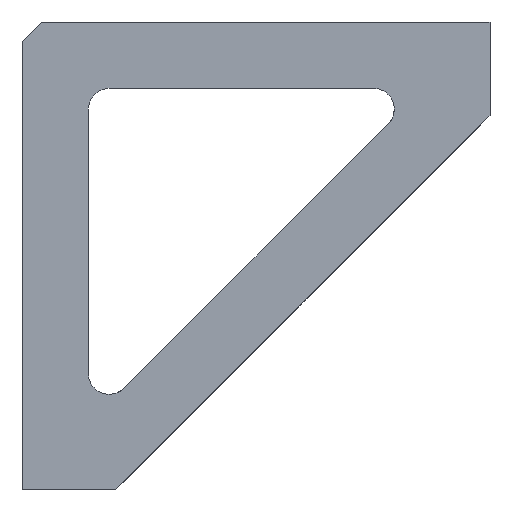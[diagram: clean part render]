
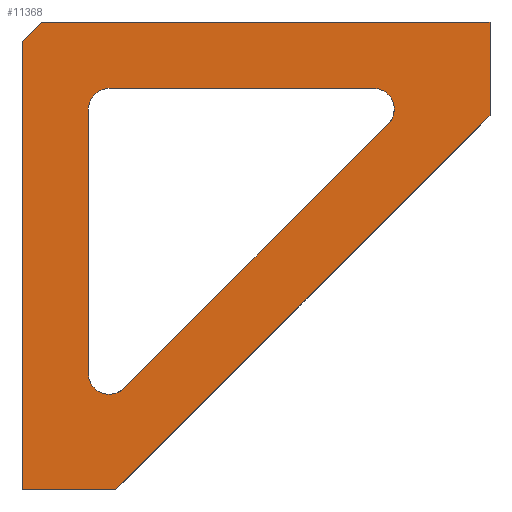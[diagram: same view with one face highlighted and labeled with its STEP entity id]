
A CAD part, front view. The second image highlights one B-rep face of the part: STEP entity #11368.
In plain terms, the highlighted planar face has unit normal (0, -1, 0).
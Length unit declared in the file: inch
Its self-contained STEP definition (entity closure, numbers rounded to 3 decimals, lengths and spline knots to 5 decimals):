
#432 = CARTESIAN_POINT ( 'NONE',  ( 0.2, 0., -1.05911 ) ) ;
#529 = VECTOR ( 'NONE', #7321, 39.37008 ) ;
#684 = EDGE_CURVE ( 'NONE', #2752, #12090, #2334, .T. ) ;
#769 = EDGE_CURVE ( 'NONE', #12631, #2540, #11146, .T. ) ;
#1049 = CARTESIAN_POINT ( 'NONE',  ( 1.05911, 0., -0.2 ) ) ;
#1295 = DIRECTION ( 'NONE',  ( 0., 0., 1. ) ) ;
#1441 = DIRECTION ( 'NONE',  ( 0., 1., 0. ) ) ;
#1846 = ORIENTED_EDGE ( 'NONE', *, *, #4332, .T. ) ;
#2334 = LINE ( 'NONE', #5724, #4286 ) ;
#2472 = DIRECTION ( 'NONE',  ( 0., 0., 1. ) ) ;
#2490 = ORIENTED_EDGE ( 'NONE', *, *, #2608, .F. ) ;
#2540 = VERTEX_POINT ( 'NONE', #432 ) ;
#2608 = EDGE_CURVE ( 'NONE', #13113, #9349, #11803, .T. ) ;
#2752 = VERTEX_POINT ( 'NONE', #10048 ) ;
#2796 = LINE ( 'NONE', #9063, #11078 ) ;
#2800 = CARTESIAN_POINT ( 'NONE',  ( 1.41, 0., -0.28284 ) ) ;
#2864 = CARTESIAN_POINT ( 'NONE',  ( 0., 0., -1.41 ) ) ;
#3119 = LINE ( 'NONE', #13722, #5798 ) ;
#3128 = VERTEX_POINT ( 'NONE', #3837 ) ;
#3149 = VERTEX_POINT ( 'NONE', #2800 ) ;
#3296 = VECTOR ( 'NONE', #8408, 39.37008 ) ;
#3765 = FACE_OUTER_BOUND ( 'NONE', #7469, .T. ) ;
#3837 = CARTESIAN_POINT ( 'NONE',  ( 0., 0., -0.06 ) ) ;
#3937 = FACE_BOUND ( 'NONE', #10674, .T. ) ;
#4286 = VECTOR ( 'NONE', #13620, 39.37008 ) ;
#4332 = EDGE_CURVE ( 'NONE', #7543, #9545, #9624, .T. ) ;
#4442 = AXIS2_PLACEMENT_3D ( 'NONE', #8330, #1441, #2472 ) ;
#4572 = CARTESIAN_POINT ( 'NONE',  ( 1.05911, 0., -0.2625 ) ) ;
#5312 = EDGE_CURVE ( 'NONE', #9349, #3149, #2796, .T. ) ;
#5468 = VECTOR ( 'NONE', #8393, 39.37008 ) ;
#5536 = DIRECTION ( 'NONE',  ( 0., 0., 1. ) ) ;
#5724 = CARTESIAN_POINT ( 'NONE',  ( 0.28284, 0., -1.41 ) ) ;
#5760 = CARTESIAN_POINT ( 'NONE',  ( 0., 0., -1.41 ) ) ;
#5798 = VECTOR ( 'NONE', #5536, 39.37008 ) ;
#5964 = ORIENTED_EDGE ( 'NONE', *, *, #12876, .F. ) ;
#6077 = VECTOR ( 'NONE', #13063, 39.37008 ) ;
#6301 = EDGE_CURVE ( 'NONE', #9848, #7192, #11244, .T. ) ;
#6365 = EDGE_CURVE ( 'NONE', #7192, #12631, #11066, .T. ) ;
#6385 = CARTESIAN_POINT ( 'NONE',  ( 0.30669, 0., -1.10331 ) ) ;
#6783 = DIRECTION ( 'NONE',  ( 0., 0., 1. ) ) ;
#7077 = CARTESIAN_POINT ( 'NONE',  ( 0.06, 0., 0. ) ) ;
#7192 = VERTEX_POINT ( 'NONE', #12533 ) ;
#7321 = DIRECTION ( 'NONE',  ( 1., 0., 0. ) ) ;
#7358 = AXIS2_PLACEMENT_3D ( 'NONE', #8136, #11667, #1295 ) ;
#7469 = EDGE_LOOP ( 'NONE', ( #11145, #5964, #11255, #7499, #14889, #2490 ) ) ;
#7499 = ORIENTED_EDGE ( 'NONE', *, *, #7615, .F. ) ;
#7525 = CARTESIAN_POINT ( 'NONE',  ( 0., 0., 0. ) ) ;
#7543 = VERTEX_POINT ( 'NONE', #14356 ) ;
#7615 = EDGE_CURVE ( 'NONE', #3149, #2752, #9232, .T. ) ;
#7623 = ORIENTED_EDGE ( 'NONE', *, *, #6301, .T. ) ;
#8136 = CARTESIAN_POINT ( 'NONE',  ( 0.2625, 0., -1.05911 ) ) ;
#8255 = CARTESIAN_POINT ( 'NONE',  ( 1.21, 0., -0.2 ) ) ;
#8260 = EDGE_CURVE ( 'NONE', #2540, #7543, #3119, .T. ) ;
#8330 = CARTESIAN_POINT ( 'NONE',  ( 0., 0., 0. ) ) ;
#8367 = CARTESIAN_POINT ( 'NONE',  ( 0.2, 0., -0.2 ) ) ;
#8393 = DIRECTION ( 'NONE',  ( -0.707, 0., -0.707 ) ) ;
#8408 = DIRECTION ( 'NONE',  ( -0.707, 0., -0.707 ) ) ;
#8599 = ORIENTED_EDGE ( 'NONE', *, *, #8260, .T. ) ;
#9063 = CARTESIAN_POINT ( 'NONE',  ( 1.41, 0., 0. ) ) ;
#9232 = LINE ( 'NONE', #11996, #3296 ) ;
#9349 = VERTEX_POINT ( 'NONE', #11374 ) ;
#9519 = AXIS2_PLACEMENT_3D ( 'NONE', #10773, #14291, #13123 ) ;
#9545 = VERTEX_POINT ( 'NONE', #13114 ) ;
#9624 = CIRCLE ( 'NONE', #9519, 0.0625 ) ;
#9701 = ORIENTED_EDGE ( 'NONE', *, *, #6365, .T. ) ;
#9848 = VERTEX_POINT ( 'NONE', #1049 ) ;
#10048 = CARTESIAN_POINT ( 'NONE',  ( 0.28284, 0., -1.41 ) ) ;
#10217 = EDGE_CURVE ( 'NONE', #9545, #9848, #11890, .T. ) ;
#10427 = VECTOR ( 'NONE', #6783, 39.37008 ) ;
#10674 = EDGE_LOOP ( 'NONE', ( #14361, #7623, #9701, #13470, #8599, #1846 ) ) ;
#10773 = CARTESIAN_POINT ( 'NONE',  ( 0.2625, 0., -0.2625 ) ) ;
#11066 = LINE ( 'NONE', #8255, #5468 ) ;
#11078 = VECTOR ( 'NONE', #11438, 39.37008 ) ;
#11145 = ORIENTED_EDGE ( 'NONE', *, *, #12427, .F. ) ;
#11146 = CIRCLE ( 'NONE', #7358, 0.0625 ) ;
#11244 = CIRCLE ( 'NONE', #13675, 0.0625 ) ;
#11255 = ORIENTED_EDGE ( 'NONE', *, *, #684, .F. ) ;
#11368 = ADVANCED_FACE ( 'NONE', ( #3937, #3765 ), #11759, .F. ) ;
#11374 = CARTESIAN_POINT ( 'NONE',  ( 1.41, 0., 0. ) ) ;
#11438 = DIRECTION ( 'NONE',  ( 0., 0., -1. ) ) ;
#11454 = VECTOR ( 'NONE', #14222, 39.37008 ) ;
#11667 = DIRECTION ( 'NONE',  ( 0., 1., 0. ) ) ;
#11759 = PLANE ( 'NONE',  #4442 ) ;
#11803 = LINE ( 'NONE', #7525, #11454 ) ;
#11890 = LINE ( 'NONE', #8367, #529 ) ;
#11928 = CARTESIAN_POINT ( 'NONE',  ( 0.03, 0., -0.03 ) ) ;
#11996 = CARTESIAN_POINT ( 'NONE',  ( 1.41, 0., -0.28284 ) ) ;
#12056 = LINE ( 'NONE', #11928, #6077 ) ;
#12090 = VERTEX_POINT ( 'NONE', #2864 ) ;
#12427 = EDGE_CURVE ( 'NONE', #3128, #13113, #12056, .T. ) ;
#12533 = CARTESIAN_POINT ( 'NONE',  ( 1.10331, 0., -0.30669 ) ) ;
#12631 = VERTEX_POINT ( 'NONE', #6385 ) ;
#12876 = EDGE_CURVE ( 'NONE', #12090, #3128, #14740, .T. ) ;
#13063 = DIRECTION ( 'NONE',  ( 0.707, 0., 0.707 ) ) ;
#13113 = VERTEX_POINT ( 'NONE', #7077 ) ;
#13114 = CARTESIAN_POINT ( 'NONE',  ( 0.2625, 0., -0.2 ) ) ;
#13123 = DIRECTION ( 'NONE',  ( 0., 0., 1. ) ) ;
#13470 = ORIENTED_EDGE ( 'NONE', *, *, #769, .T. ) ;
#13620 = DIRECTION ( 'NONE',  ( -1., 0., 0. ) ) ;
#13675 = AXIS2_PLACEMENT_3D ( 'NONE', #4572, #14868, #14914 ) ;
#13722 = CARTESIAN_POINT ( 'NONE',  ( 0.2, 0., -1.21 ) ) ;
#14222 = DIRECTION ( 'NONE',  ( 1., 0., 0. ) ) ;
#14291 = DIRECTION ( 'NONE',  ( 0., 1., 0. ) ) ;
#14356 = CARTESIAN_POINT ( 'NONE',  ( 0.2, 0., -0.2625 ) ) ;
#14361 = ORIENTED_EDGE ( 'NONE', *, *, #10217, .T. ) ;
#14740 = LINE ( 'NONE', #5760, #10427 ) ;
#14868 = DIRECTION ( 'NONE',  ( 0., 1., 0. ) ) ;
#14889 = ORIENTED_EDGE ( 'NONE', *, *, #5312, .F. ) ;
#14914 = DIRECTION ( 'NONE',  ( 0., 0., 1. ) ) ;
